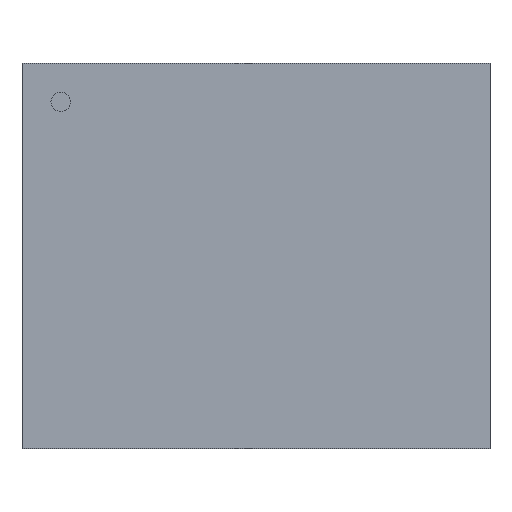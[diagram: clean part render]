
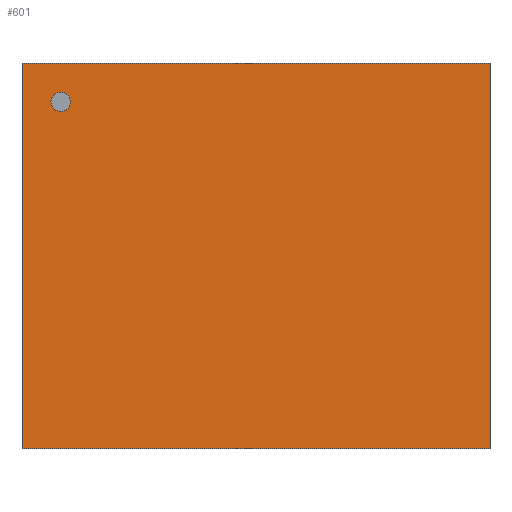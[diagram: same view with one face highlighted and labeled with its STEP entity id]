
A CAD part, top view. The second image highlights one B-rep face of the part: STEP entity #601.
In plain terms, the highlighted planar face has unit normal (0, 0, 1).
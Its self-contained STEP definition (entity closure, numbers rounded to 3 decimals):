
#377=CARTESIAN_POINT('',(0.864,-0.711,0.483));
#376=VERTEX_POINT('',#377);
#387=CARTESIAN_POINT('',(-0.864,-0.711,0.483));
#386=VERTEX_POINT('',#387);
#385=EDGE_CURVE('',#386,#376,#390,.T.);
#390=LINE('',#387,#392);
#392=VECTOR('',#393,1.727);
#393=DIRECTION('',(1.0,0.0,0.0));
#426=CARTESIAN_POINT('',(0.864,0.711,0.483));
#425=VERTEX_POINT('',#426);
#434=EDGE_CURVE('',#376,#425,#439,.T.);
#439=LINE('',#377,#441);
#441=VECTOR('',#442,1.422);
#442=DIRECTION('',(0.0,1.0,0.0));
#475=CARTESIAN_POINT('',(-0.864,0.711,0.483));
#474=VERTEX_POINT('',#475);
#483=EDGE_CURVE('',#425,#474,#488,.T.);
#488=LINE('',#426,#490);
#490=VECTOR('',#491,1.727);
#491=DIRECTION('',(-1.0,0.0,0.0));
#532=EDGE_CURVE('',#474,#386,#537,.T.);
#537=LINE('',#475,#539);
#539=VECTOR('',#540,1.422);
#540=DIRECTION('',(0.0,-1.0,0.0));
#601=ADVANCED_FACE('',(#607),#602,.T.);
#602=PLANE('',#603);
#603=AXIS2_PLACEMENT_3D('',#604,#605,#606);
#604=CARTESIAN_POINT('',(-0.864,-0.711,0.483));
#605=DIRECTION('',(0.0,0.0,1.0));
#606=DIRECTION('',(0.,1.,0.));
#607=FACE_OUTER_BOUND('',#608,.T.);
#608=EDGE_LOOP('',(#609,#619,#629,#639));
#609=ORIENTED_EDGE('',*,*,#385,.T.);
#619=ORIENTED_EDGE('',*,*,#434,.T.);
#629=ORIENTED_EDGE('',*,*,#483,.T.);
#639=ORIENTED_EDGE('',*,*,#532,.T.);
